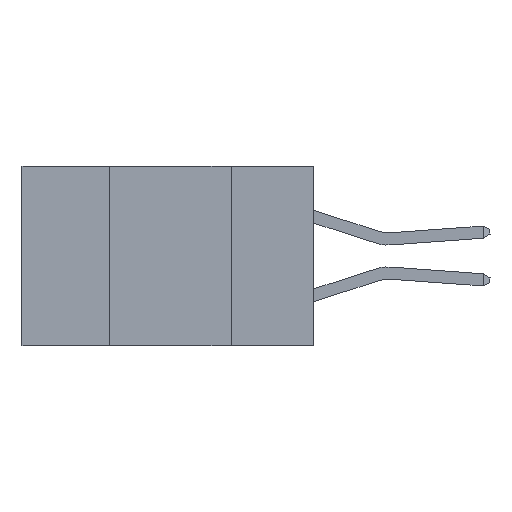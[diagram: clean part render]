
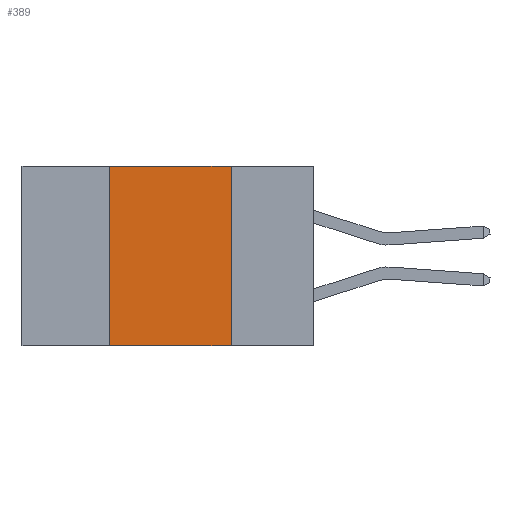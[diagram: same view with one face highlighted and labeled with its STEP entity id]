
A CAD part, left-side view. The second image highlights one B-rep face of the part: STEP entity #389.
In plain terms, the highlighted planar face has unit normal (-1, 0, 0).
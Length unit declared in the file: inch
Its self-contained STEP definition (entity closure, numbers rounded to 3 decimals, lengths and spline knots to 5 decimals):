
#12 = DIRECTION ( 'NONE',  ( 0., 0., 1. ) ) ;
#276 = VERTEX_POINT ( 'NONE', #9311 ) ;
#389 = ADVANCED_FACE ( 'NONE', ( #12262 ), #4547, .F. ) ;
#2517 = CARTESIAN_POINT ( 'NONE',  ( 0., 0.6, 0. ) ) ;
#2928 = EDGE_CURVE ( 'NONE', #8298, #5504, #4287, .T. ) ;
#3056 = CARTESIAN_POINT ( 'NONE',  ( 0., 0.42, 0. ) ) ;
#3829 = CARTESIAN_POINT ( 'NONE',  ( 0., 0.17, 0. ) ) ;
#4287 = LINE ( 'NONE', #8002, #10715 ) ;
#4547 = PLANE ( 'NONE',  #9643 ) ;
#4993 = ORIENTED_EDGE ( 'NONE', *, *, #11577, .F. ) ;
#5504 = VERTEX_POINT ( 'NONE', #3056 ) ;
#5926 = EDGE_CURVE ( 'NONE', #5504, #276, #12802, .T. ) ;
#6414 = VECTOR ( 'NONE', #10754, 39.37008 ) ;
#6783 = EDGE_CURVE ( 'NONE', #8298, #7626, #16563, .T. ) ;
#7292 = CARTESIAN_POINT ( 'NONE',  ( 0., 0.17, -0.37 ) ) ;
#7626 = VERTEX_POINT ( 'NONE', #7292 ) ;
#8002 = CARTESIAN_POINT ( 'NONE',  ( 0., 0.42, 0. ) ) ;
#8298 = VERTEX_POINT ( 'NONE', #12922 ) ;
#8828 = ORIENTED_EDGE ( 'NONE', *, *, #5926, .F. ) ;
#9032 = DIRECTION ( 'NONE',  ( 0., -1., 0. ) ) ;
#9311 = CARTESIAN_POINT ( 'NONE',  ( 0., 0.17, 0. ) ) ;
#9521 = CARTESIAN_POINT ( 'NONE',  ( 0., 0.6, -0.37 ) ) ;
#9643 = AXIS2_PLACEMENT_3D ( 'NONE', #15778, #13361, #11313 ) ;
#9649 = ORIENTED_EDGE ( 'NONE', *, *, #6783, .T. ) ;
#10325 = LINE ( 'NONE', #3829, #16666 ) ;
#10715 = VECTOR ( 'NONE', #12, 39.37008 ) ;
#10754 = DIRECTION ( 'NONE',  ( 0., -1., 0. ) ) ;
#11313 = DIRECTION ( 'NONE',  ( 0., 0., -1. ) ) ;
#11577 = EDGE_CURVE ( 'NONE', #276, #7626, #10325, .T. ) ;
#11591 = DIRECTION ( 'NONE',  ( 0., 0., -1. ) ) ;
#12182 = ORIENTED_EDGE ( 'NONE', *, *, #2928, .F. ) ;
#12262 = FACE_OUTER_BOUND ( 'NONE', #16528, .T. ) ;
#12403 = VECTOR ( 'NONE', #9032, 39.37008 ) ;
#12802 = LINE ( 'NONE', #2517, #12403 ) ;
#12922 = CARTESIAN_POINT ( 'NONE',  ( 0., 0.42, -0.37 ) ) ;
#13361 = DIRECTION ( 'NONE',  ( 1., 0., 0. ) ) ;
#15778 = CARTESIAN_POINT ( 'NONE',  ( 0., 0.6, 0. ) ) ;
#16528 = EDGE_LOOP ( 'NONE', ( #4993, #8828, #12182, #9649 ) ) ;
#16563 = LINE ( 'NONE', #9521, #6414 ) ;
#16666 = VECTOR ( 'NONE', #11591, 39.37008 ) ;
